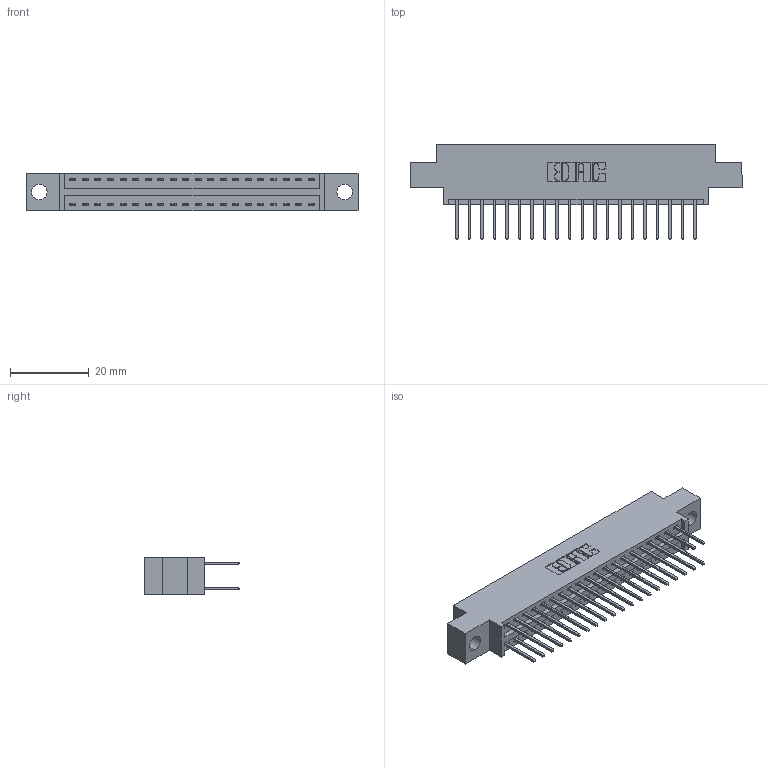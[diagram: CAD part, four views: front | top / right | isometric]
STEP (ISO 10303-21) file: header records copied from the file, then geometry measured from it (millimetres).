
FILE_DESCRIPTION (( 'STEP AP203' ), '1' );
FILE_NAME ('346-040-526-804.STEP', '2022-05-20T01:51:47', ( '' ), ( '' ), 'SwSTEP 2.0', 'SolidWorks 2020', '' );
FILE_SCHEMA (( 'CONFIG_CONTROL_DESIGN' ));
Length unit declared in the file: inch
Products named in the file (3): 345-292-001_345-293-126; 346 Part_0.170 Offset - 0.156 Dia-TH; 346-040-526-804
Assembly tree (41 placements, depth 2):
  346-040-526-804
    346 Part_0.170 Offset - 0.156 Dia-TH
    345-292-001_345-293-126  x40
Bounding box: 84.07 x 24.13 x 9.4 mm (x, y, z)
Volume: 7832.4 mm3; surface area: 10741.5 mm2
Topology: 41 solids, 41 shells, 2220 faces, 6577 edges, 4330 vertices
Faces by surface type: plane 1494, cylinder 726
Entity records: 16583 total; most frequent: CARTESIAN_POINT 2770, ORIENTED_EDGE 2702, DIRECTION 2491, EDGE_CURVE 1351, VECTOR 1139, LINE 1139, VERTEX_POINT 898, AXIS2_PLACEMENT_3D 676
